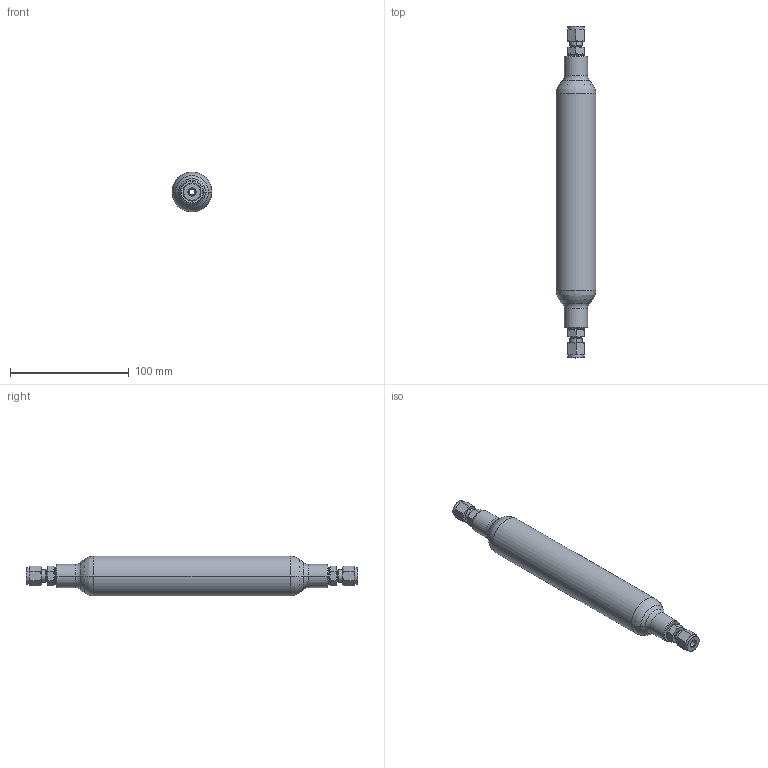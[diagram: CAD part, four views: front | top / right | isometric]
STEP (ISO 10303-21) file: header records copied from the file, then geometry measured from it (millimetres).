
FILE_DESCRIPTION((''),'2;1');
FILE_NAME('MTRP-0019-XX_ASM','2024-01-25T10:26:05',('DLachman'),('MATHESON TRI-GAS'),'CREO PARAMETRIC BY PTC INC, 2022281','CREO PARAMETRIC BY PTC INC, 2022281','');
FILE_SCHEMA(('CONFIG_CONTROL_DESIGN'));
Length unit declared in the file: inch
Products named in the file (3): MTRP-0019-XX; MCON-0070-SA; MTRP-0019-XX_ASM
Assembly tree (3 placements, depth 2):
  MTRP-0019-XX_ASM
    MTRP-0019-XX
    MCON-0070-SA  x2
Bounding box: 33.53 x 279.4 x 33.53 mm (x, y, z)
Volume: 160335.7 mm3; surface area: 36775.5 mm2
Topology: 3 solids, 3 shells, 178 faces, 376 edges, 216 vertices
Faces by surface type: cone 92, plane 42, cylinder 28, torus 12, bspline 4
Entity records: 3052 total; most frequent: CARTESIAN_POINT 804, DIRECTION 486, ORIENTED_EDGE 428, AXIS2_PLACEMENT_3D 216, EDGE_CURVE 214, VERTEX_POINT 122, EDGE_LOOP 112, CIRCLE 112
